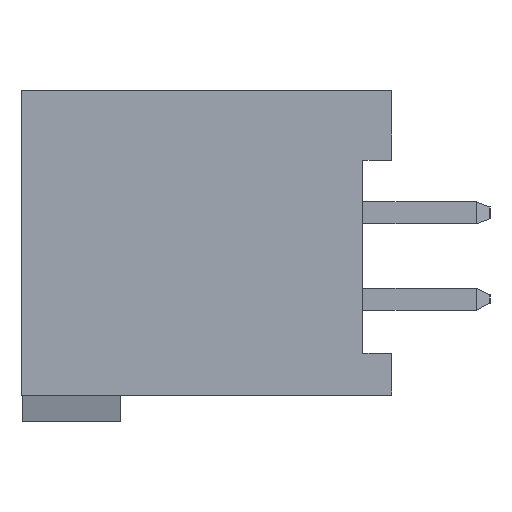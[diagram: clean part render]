
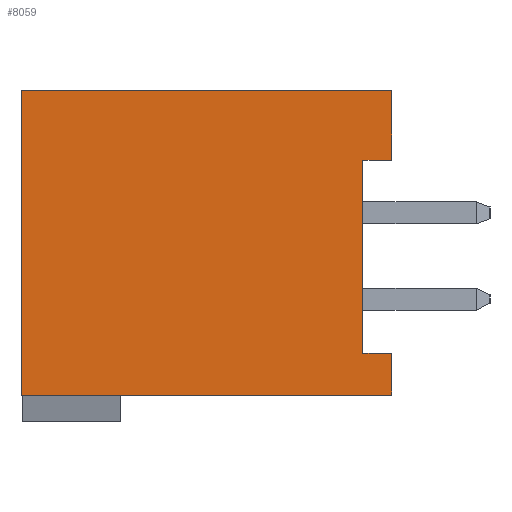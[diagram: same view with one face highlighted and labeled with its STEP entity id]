
A CAD part, left-side view. The second image highlights one B-rep face of the part: STEP entity #8059.
In plain terms, the highlighted planar face has unit normal (-1, 0, 0).
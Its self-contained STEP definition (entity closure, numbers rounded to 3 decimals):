
#869=DIRECTION('',(0.,0.,1.));
#870=VECTOR('',#869,2.05);
#871=CARTESIAN_POINT('',(-20.22,-5.45,2.825));
#872=LINE('',#871,#870);
#889=DIRECTION('',(0.,0.,1.));
#890=VECTOR('',#889,1.225);
#891=CARTESIAN_POINT('',(-20.22,-5.45,-4.1));
#892=LINE('',#891,#890);
#913=DIRECTION('',(0.,-1.,0.));
#914=VECTOR('',#913,10.9);
#915=CARTESIAN_POINT('',(-20.22,5.45,-4.1));
#916=LINE('',#915,#914);
#917=DIRECTION('',(0.,0.,1.));
#918=VECTOR('',#917,8.975);
#919=CARTESIAN_POINT('',(-20.22,5.45,-4.1));
#920=LINE('',#919,#918);
#921=DIRECTION('',(0.,1.,0.));
#922=VECTOR('',#921,0.85);
#923=CARTESIAN_POINT('',(-20.22,-5.45,2.825));
#924=LINE('',#923,#922);
#925=DIRECTION('',(0.,0.,1.));
#926=VECTOR('',#925,5.7);
#927=CARTESIAN_POINT('',(-20.22,-4.6,-2.875));
#928=LINE('',#927,#926);
#929=DIRECTION('',(0.,1.,0.));
#930=VECTOR('',#929,0.85);
#931=CARTESIAN_POINT('',(-20.22,-5.45,-2.875));
#932=LINE('',#931,#930);
#937=DIRECTION('',(0.,-1.,0.));
#938=VECTOR('',#937,10.9);
#939=CARTESIAN_POINT('',(-20.22,5.45,4.875));
#940=LINE('',#939,#938);
#5465=CARTESIAN_POINT('',(-20.22,5.45,4.875));
#5466=CARTESIAN_POINT('',(-20.22,-5.45,4.875));
#5467=VERTEX_POINT('',#5465);
#5468=VERTEX_POINT('',#5466);
#5485=CARTESIAN_POINT('',(-20.22,-5.45,-2.875));
#5486=CARTESIAN_POINT('',(-20.22,-4.6,-2.875));
#5487=VERTEX_POINT('',#5485);
#5488=VERTEX_POINT('',#5486);
#5489=CARTESIAN_POINT('',(-20.22,-4.6,2.825));
#5490=VERTEX_POINT('',#5489);
#5491=CARTESIAN_POINT('',(-20.22,-5.45,2.825));
#5492=VERTEX_POINT('',#5491);
#5579=CARTESIAN_POINT('',(-20.22,5.45,-4.1));
#5580=CARTESIAN_POINT('',(-20.22,-5.45,-4.1));
#5581=VERTEX_POINT('',#5579);
#5582=VERTEX_POINT('',#5580);
#8042=CARTESIAN_POINT('',(-20.22,5.45,-4.875));
#8043=DIRECTION('',(-1.,0.,0.));
#8044=DIRECTION('',(0.,-1.,0.));
#8045=AXIS2_PLACEMENT_3D('',#8042,#8043,#8044);
#8046=PLANE('',#8045);
#8047=ORIENTED_EDGE('',*,*,#7327,.F.);
#8048=ORIENTED_EDGE('',*,*,#7215,.T.);
#8050=ORIENTED_EDGE('',*,*,#8049,.T.);
#8051=ORIENTED_EDGE('',*,*,#7994,.F.);
#8052=ORIENTED_EDGE('',*,*,#7595,.T.);
#8053=ORIENTED_EDGE('',*,*,#7636,.F.);
#8055=ORIENTED_EDGE('',*,*,#8054,.F.);
#8056=ORIENTED_EDGE('',*,*,#8021,.F.);
#8057=EDGE_LOOP('',(#8047,#8048,#8050,#8051,#8052,#8053,#8055,#8056));
#8058=FACE_OUTER_BOUND('',#8057,.F.);
#8059=ADVANCED_FACE('',(#8058),#8046,.T.);
#7215=EDGE_CURVE('',#5581,#5467,#920,.T.);
#7327=EDGE_CURVE('',#5581,#5582,#916,.T.);
#7595=EDGE_CURVE('',#5492,#5490,#924,.T.);
#7636=EDGE_CURVE('',#5488,#5490,#928,.T.);
#7994=EDGE_CURVE('',#5492,#5468,#872,.T.);
#8021=EDGE_CURVE('',#5582,#5487,#892,.T.);
#8049=EDGE_CURVE('',#5467,#5468,#940,.T.);
#8054=EDGE_CURVE('',#5487,#5488,#932,.T.);
